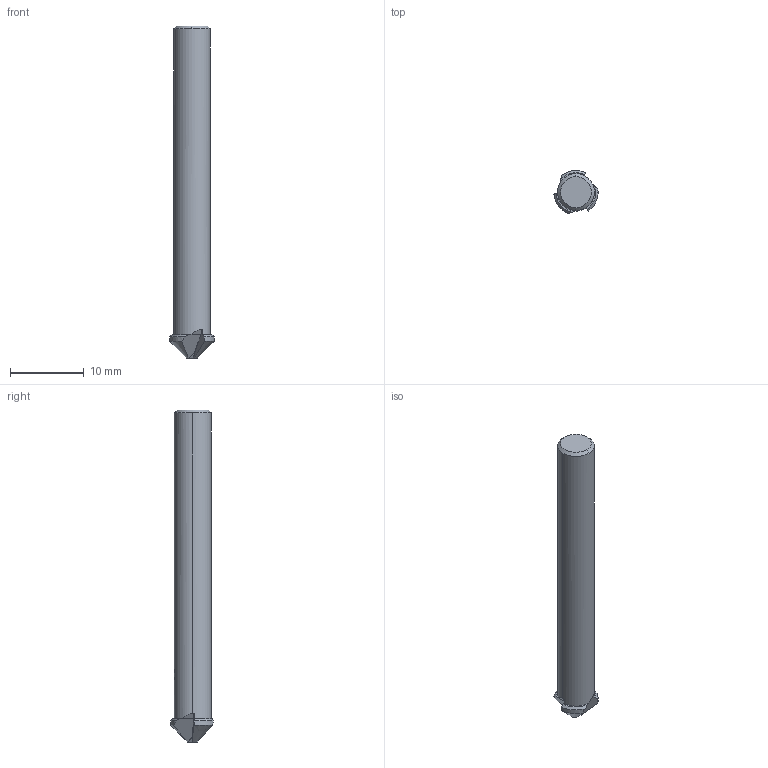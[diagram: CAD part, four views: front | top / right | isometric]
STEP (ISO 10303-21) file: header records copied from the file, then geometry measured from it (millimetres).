
FILE_DESCRIPTION(('no description'),'unknown implementation level');
FILE_NAME('solidzuIywvZ3iGTCUv_OcrnaxMiQd8Q_1.STP',' ',('CIMSOURCE GmbH'),('CADClick - KiM GmbH - www.kimweb.de'),'unknown preprocess','ACIS','unknown authorization');
FILE_SCHEMA(('automotive_design'));
Length unit declared in the file: millimetre
Products named in the file (2): 1; 2
Bounding box: 5.99 x 5.82 x 45 mm (x, y, z)
Volume: 858.1 mm3; surface area: 792.8 mm2
Topology: 2 solids, 2 shells, 72 faces, 208 edges, 141 vertices
Faces by surface type: plane 30, cylinder 26, cone 16
Entity records: 5250 total; most frequent: CARTESIAN_POINT 1015, STYLED_ITEM 423, PRESENTATION_STYLE_ASSIGNMENT 423, COLOUR_RGB 423, ORIENTED_EDGE 416, DIRECTION 391, EDGE_CURVE 208, CURVE_STYLE 208
